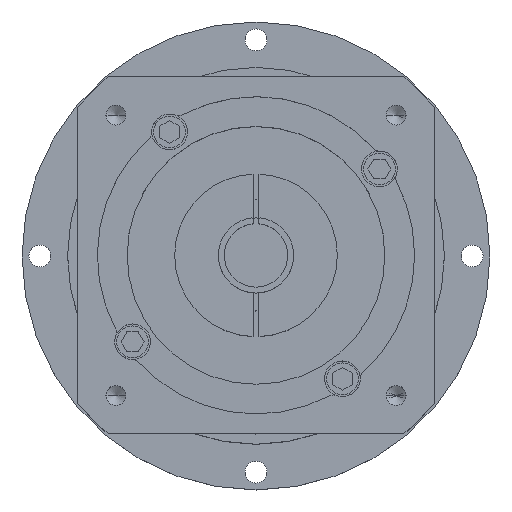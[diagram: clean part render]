
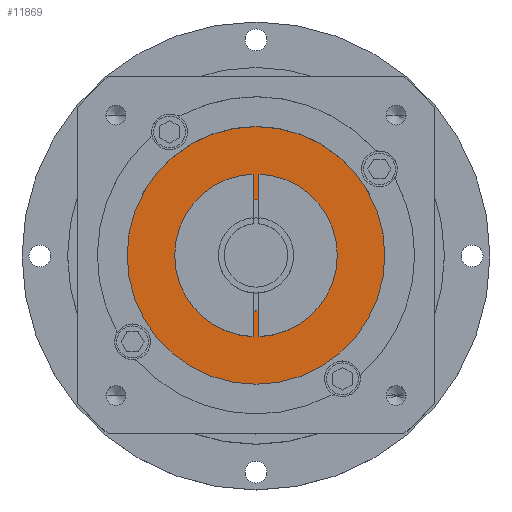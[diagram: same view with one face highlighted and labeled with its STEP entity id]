
A CAD part, top view. The second image highlights one B-rep face of the part: STEP entity #11869.
In plain terms, the highlighted planar face has unit normal (0, 0, 1).
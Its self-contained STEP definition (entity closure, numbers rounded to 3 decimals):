
#561 = DIRECTION ( 'NONE',  ( 0., 0., 1. ) ) ;
#866 = EDGE_CURVE ( 'NONE', #2912, #6462, #9651, .T. ) ;
#1987 = CARTESIAN_POINT ( 'NONE',  ( 0., 0., 76.5 ) ) ;
#2230 = EDGE_LOOP ( 'NONE', ( #4138, #6787 ) ) ;
#2544 = AXIS2_PLACEMENT_3D ( 'NONE', #6247, #561, #7213 ) ;
#2912 = VERTEX_POINT ( 'NONE', #11182 ) ;
#2946 = DIRECTION ( 'NONE',  ( 1., 0., 0. ) ) ;
#3603 = CARTESIAN_POINT ( 'NONE',  ( 0., 0., 76.5 ) ) ;
#4138 = ORIENTED_EDGE ( 'NONE', *, *, #866, .F. ) ;
#4753 = DIRECTION ( 'NONE',  ( 0., 0., 1. ) ) ;
#4857 = CARTESIAN_POINT ( 'NONE',  ( 0., 0., 76.5 ) ) ;
#5318 = CIRCLE ( 'NONE', #8590, 14. ) ;
#5549 = VERTEX_POINT ( 'NONE', #5953 ) ;
#5820 = DIRECTION ( 'NONE',  ( 1., 0., 0. ) ) ;
#5953 = CARTESIAN_POINT ( 'NONE',  ( -32.5, 0., 76.5 ) ) ;
#6011 = EDGE_CURVE ( 'NONE', #5549, #7895, #7578, .T. ) ;
#6247 = CARTESIAN_POINT ( 'NONE',  ( 0., 0., 76.5 ) ) ;
#6462 = VERTEX_POINT ( 'NONE', #7820 ) ;
#6486 = DIRECTION ( 'NONE',  ( 1., 0., 0. ) ) ;
#6677 = EDGE_CURVE ( 'NONE', #6462, #2912, #5318, .T. ) ;
#6787 = ORIENTED_EDGE ( 'NONE', *, *, #6677, .F. ) ;
#6923 = FACE_OUTER_BOUND ( 'NONE', #11181, .T. ) ;
#7213 = DIRECTION ( 'NONE',  ( 1., 0., 0. ) ) ;
#7410 = CARTESIAN_POINT ( 'NONE',  ( 32.5, 0., 76.5 ) ) ;
#7578 = CIRCLE ( 'NONE', #10837, 32.5 ) ;
#7820 = CARTESIAN_POINT ( 'NONE',  ( 14., 0., 76.5 ) ) ;
#7895 = VERTEX_POINT ( 'NONE', #7410 ) ;
#8590 = AXIS2_PLACEMENT_3D ( 'NONE', #1987, #8646, #2946 ) ;
#8646 = DIRECTION ( 'NONE',  ( 0., 0., 1. ) ) ;
#9084 = EDGE_CURVE ( 'NONE', #7895, #5549, #9531, .T. ) ;
#9133 = FACE_BOUND ( 'NONE', #2230, .T. ) ;
#9307 = PLANE ( 'NONE',  #12362 ) ;
#9531 = CIRCLE ( 'NONE', #11612, 32.5 ) ;
#9651 = CIRCLE ( 'NONE', #2544, 14. ) ;
#10167 = ORIENTED_EDGE ( 'NONE', *, *, #6011, .T. ) ;
#10264 = ORIENTED_EDGE ( 'NONE', *, *, #9084, .T. ) ;
#10479 = CARTESIAN_POINT ( 'NONE',  ( 0., 0., 76.5 ) ) ;
#10837 = AXIS2_PLACEMENT_3D ( 'NONE', #4857, #11545, #5820 ) ;
#11181 = EDGE_LOOP ( 'NONE', ( #10264, #10167 ) ) ;
#11182 = CARTESIAN_POINT ( 'NONE',  ( -14., 0., 76.5 ) ) ;
#11433 = DIRECTION ( 'NONE',  ( 1., 0., 0. ) ) ;
#11545 = DIRECTION ( 'NONE',  ( 0., 0., 1. ) ) ;
#11612 = AXIS2_PLACEMENT_3D ( 'NONE', #10479, #4753, #11433 ) ;
#11869 = ADVANCED_FACE ( 'NONE', ( #9133, #6923 ), #9307, .T. ) ;
#12207 = DIRECTION ( 'NONE',  ( 0., 0., 1. ) ) ;
#12362 = AXIS2_PLACEMENT_3D ( 'NONE', #3603, #12207, #6486 ) ;
